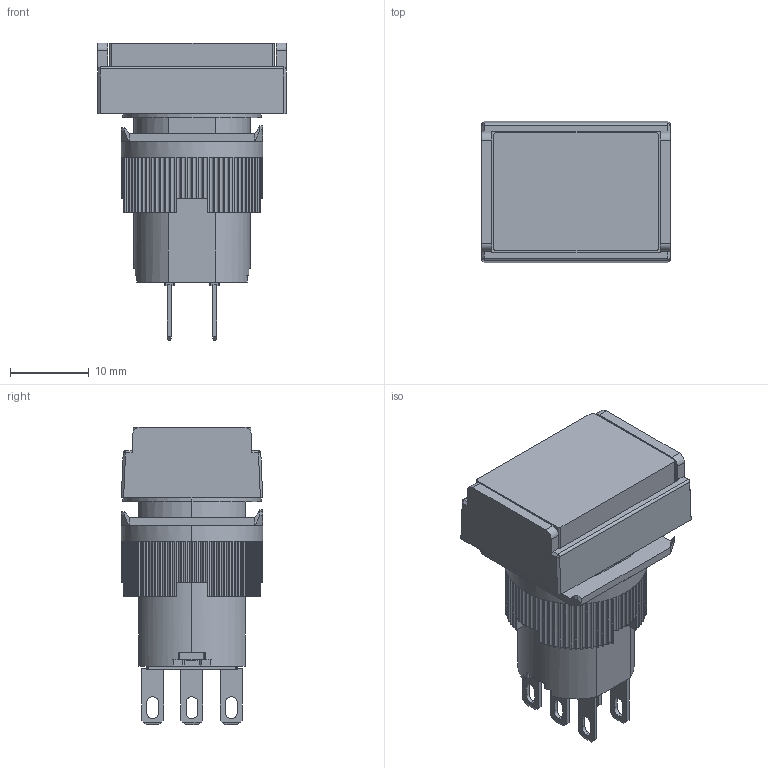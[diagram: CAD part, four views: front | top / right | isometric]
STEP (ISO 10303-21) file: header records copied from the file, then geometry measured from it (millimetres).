
FILE_DESCRIPTION (( 'STEP AP203' ), '1' );
FILE_NAME ('AR16F0T-C2Y.step', '2022-08-18T15:48:58', ( '' ), ( '' ), 'SwSTEP 2.0', 'SolidWorks 2021', '' );
FILE_SCHEMA (( 'CONFIG_CONTROL_DESIGN' ));
Length unit declared in the file: inch
Products named in the file (1): AR16F0T-C2Y
Bounding box: 24 x 18 x 37.9 mm (x, y, z)
Volume: 7253.4 mm3; surface area: 5886.4 mm2
Topology: 12 solids, 12 shells, 813 faces, 2295 edges, 1518 vertices
Faces by surface type: plane 632, cylinder 177, cone 4
Entity records: 26300 total; most frequent: CARTESIAN_POINT 4647, ORIENTED_EDGE 4582, DIRECTION 4445, EDGE_CURVE 2291, VECTOR 1749, LINE 1749, VERTEX_POINT 1518, AXIS2_PLACEMENT_3D 1348
